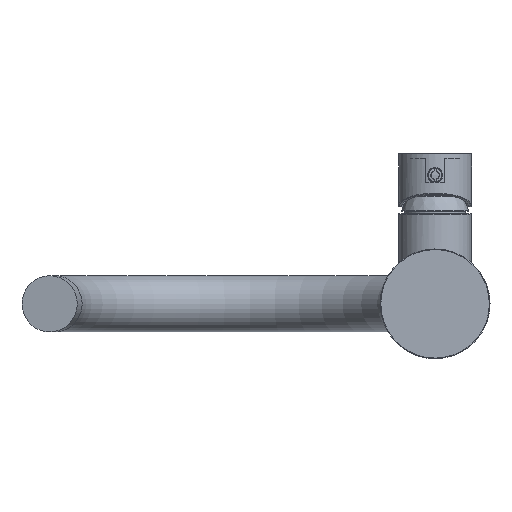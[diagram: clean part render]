
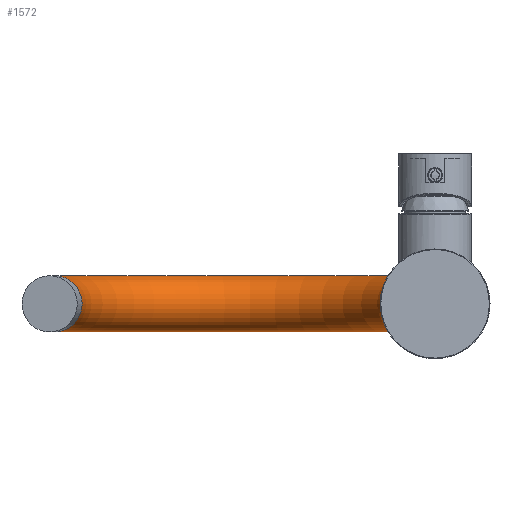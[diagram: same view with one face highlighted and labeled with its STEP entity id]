
A CAD part, front view. The second image highlights one B-rep face of the part: STEP entity #1572.
In plain terms, the highlighted toroidal (fillet/blend) face has major radius 78.603 mm and minor radius 11.5 mm.
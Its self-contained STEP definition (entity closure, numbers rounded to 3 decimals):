
#288=TOROIDAL_SURFACE('',#1674,78.603,11.5);
#310=FACE_BOUND('',#440,.T.);
#341=FACE_OUTER_BOUND('',#439,.T.);
#439=EDGE_LOOP('',(#1014));
#440=EDGE_LOOP('',(#1015));
#566=CIRCLE('',#1673,11.5);
#567=CIRCLE('',#1675,11.5);
#640=VERTEX_POINT('',#2235);
#641=VERTEX_POINT('',#2238);
#794=EDGE_CURVE('',#640,#640,#566,.T.);
#795=EDGE_CURVE('',#641,#641,#567,.T.);
#1014=ORIENTED_EDGE('',*,*,#794,.F.);
#1015=ORIENTED_EDGE('',*,*,#795,.T.);
#1572=ADVANCED_FACE('',(#341,#310),#288,.T.);
#1673=AXIS2_PLACEMENT_3D('',#2236,#1839,#1840);
#1674=AXIS2_PLACEMENT_3D('',#2237,#1841,#1842);
#1675=AXIS2_PLACEMENT_3D('',#2239,#1843,#1844);
#1839=DIRECTION('center_axis',(-0.174,-0.985,0.));
#1840=DIRECTION('ref_axis',(0.,0.,
1.));
#1841=DIRECTION('center_axis',(0.,0.,
1.));
#1842=DIRECTION('ref_axis',(1.,0.,0.));
#1843=DIRECTION('center_axis',(0.,1.,0.));
#1844=DIRECTION('ref_axis',(0.,0.,
1.));
#2235=CARTESIAN_POINT('',(-156.012,146.276,-23.5));
#2236=CARTESIAN_POINT('Origin',(-156.012,146.276,-12.));
#2237=CARTESIAN_POINT('Origin',(-78.603,132.627,-12.));
#2238=CARTESIAN_POINT('',(0.,132.627,-23.5));
#2239=CARTESIAN_POINT('Origin',(0.,132.627,
-12.));
